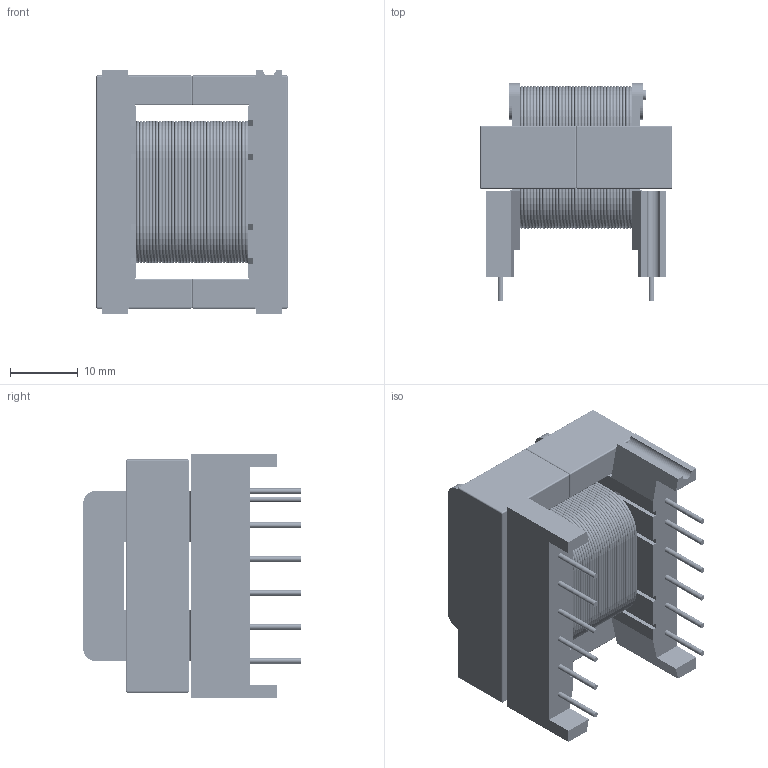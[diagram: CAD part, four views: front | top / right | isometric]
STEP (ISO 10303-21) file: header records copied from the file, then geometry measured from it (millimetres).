
FILE_DESCRIPTION (( 'STEP AP214' ), '1' );
FILE_NAME ('E34-K-H-12P-SS-YC_z³o¿enie.STEP', '2016-03-30T20:38:19', ( '' ), ( '' ), 'SwSTEP 2.0', 'SolidWorks 2015', '' );
FILE_SCHEMA (( 'AUTOMOTIVE_DESIGN' ));
Length unit declared in the file: millimetre
Products named in the file (4): E34-K-H-12P-SS-YC_z這瞠nie; E34-14-9; Uzwojenie; E34-K-H-12P-SS-YC
Assembly tree (39 placements, depth 2):
  E34-K-H-12P-SS-YC_z這瞠nie
    E34-K-H-12P-SS-YC
    E34-14-9  x2
    Uzwojenie  x36
Bounding box: 28.2 x 32.1 x 36 mm (x, y, z)
Volume: 14523.2 mm3; surface area: 38742.9 mm2
Topology: 39 solids, 39 shells, 6099 faces, 12307 edges, 6195 vertices
Faces by surface type: cylinder 3342, torus 2609, plane 116, sphere 32
Full cylindrical faces by diameter (mm): 0.8 x12, 1.5 x1
Entity records: 12174 total; most frequent: DIRECTION 1902, CARTESIAN_POINT 1789, ORIENTED_EDGE 1538, EDGE_CURVE 769, AXIS2_PLACEMENT_3D 754, VERTEX_POINT 445, VECTOR 394, LINE 394
